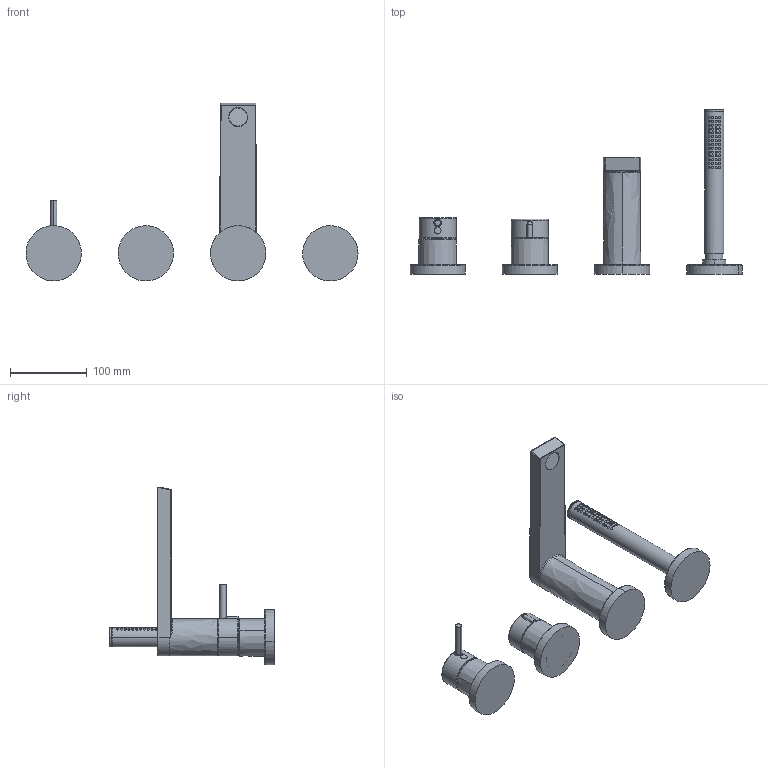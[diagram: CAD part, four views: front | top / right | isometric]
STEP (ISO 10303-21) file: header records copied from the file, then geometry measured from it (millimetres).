
FILE_DESCRIPTION (( 'STEP AP203' ), '1' );
FILE_NAME ('57302411.STEP', '2020-04-22T06:34:52', ( '' ), ( '' ), 'SwSTEP 2.0', 'SolidWorks 2016', '' );
FILE_SCHEMA (( 'CONFIG_CONTROL_DESIGN' ));
Length unit declared in the file: millimetre
Products named in the file (1): 57302411
Bounding box: 431.97 x 213.8 x 231.58 mm (x, y, z)
Volume: 991961.2 mm3; surface area: 153094.9 mm2
Topology: 13 solids, 13 shells, 214 faces, 444 edges, 314 vertices
Faces by surface type: bspline 105, cylinder 48, plane 36, torus 16, cone 6, sphere 3
Entity records: 17495 total; most frequent: CARTESIAN_POINT 13476, ORIENTED_EDGE 876, DIRECTION 577, EDGE_CURVE 438, VERTEX_POINT 314, EDGE_LOOP 278, AXIS2_PLACEMENT_3D 253, FACE_OUTER_BOUND 214
